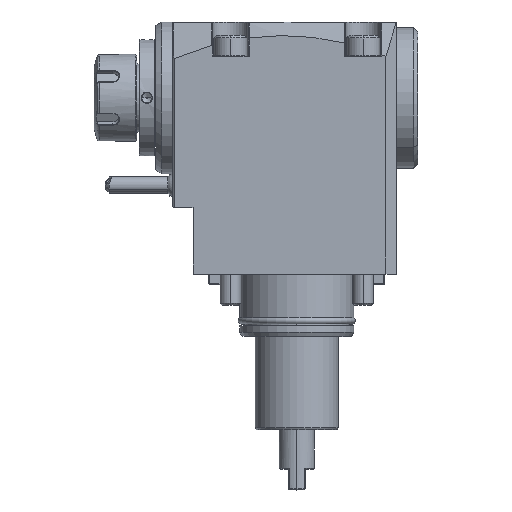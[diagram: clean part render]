
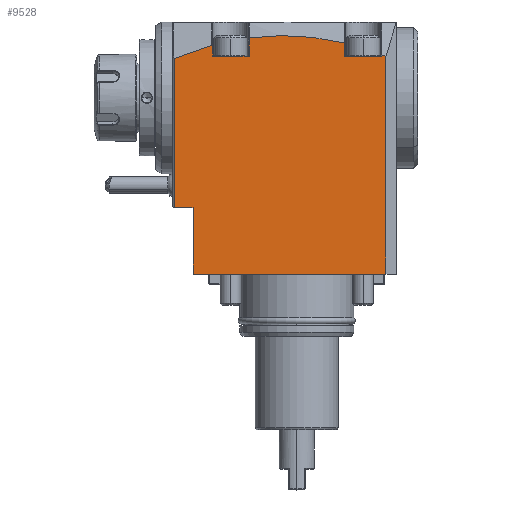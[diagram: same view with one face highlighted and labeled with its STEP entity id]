
A CAD part, top view. The second image highlights one B-rep face of the part: STEP entity #9528.
In plain terms, the highlighted planar face has unit normal (0, 0, 1).
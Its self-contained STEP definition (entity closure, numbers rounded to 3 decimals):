
#1769=DIRECTION('',(0.,1.,0.));
#1770=VECTOR('',#1769,104.954);
#1771=CARTESIAN_POINT('',(103.,0.,42.5));
#1772=LINE('',#1771,#1770);
#1786=CARTESIAN_POINT('',(103.,104.954,42.5));
#1800=DIRECTION('',(-1.,0.,0.));
#1801=VECTOR('',#1800,93.);
#1802=CARTESIAN_POINT('',(103.,0.,42.5));
#1803=LINE('',#1802,#1801);
#2307=DIRECTION('',(0.,1.,0.));
#2308=VECTOR('',#2307,32.);
#2309=CARTESIAN_POINT('',(10.,0.,42.5));
#2310=LINE('',#2309,#2308);
#2311=DIRECTION('',(1.,0.,0.));
#2312=VECTOR('',#2311,9.);
#2313=CARTESIAN_POINT('',(1.,32.,42.5));
#2314=LINE('',#2313,#2312);
#2315=DIRECTION('',(0.,1.,0.));
#2316=VECTOR('',#2315,71.4);
#2317=CARTESIAN_POINT('',(1.,32.5,42.5));
#2318=LINE('',#2317,#2316);
#2319=CARTESIAN_POINT('',(18.964,110.187,42.5));
#2320=CARTESIAN_POINT('',(12.837,108.491,42.5));
#2321=CARTESIAN_POINT('',(6.855,106.378,42.5));
#2322=CARTESIAN_POINT('',(1.,103.9,42.5));
#2324=DIRECTION('',(-0.268,0.963,0.));
#2325=VECTOR('',#2324,2.);
#2326=CARTESIAN_POINT('',(19.5,108.26,42.5));
#2327=LINE('',#2326,#2325);
#2328=DIRECTION('',(0.,-1.,0.));
#2329=VECTOR('',#2328,3.26);
#2330=CARTESIAN_POINT('',(19.5,108.26,42.5));
#2331=LINE('',#2330,#2329);
#2332=DIRECTION('',(0.,-1.,0.));
#2333=VECTOR('',#2332,8.865);
#2334=CARTESIAN_POINT('',(37.,113.865,42.5));
#2335=LINE('',#2334,#2333);
#2336=CARTESIAN_POINT('',(37.,113.865,42.5));
#2337=CARTESIAN_POINT('',(52.484,115.895,42.5));
#2338=CARTESIAN_POINT('',(67.814,115.013,42.5));
#2339=CARTESIAN_POINT('',(83.,111.373,42.5));
#2341=DIRECTION('',(0.,1.,0.));
#2342=VECTOR('',#2341,6.373);
#2343=CARTESIAN_POINT('',(83.,105.,42.5));
#2344=LINE('',#2343,#2342);
#2345=DIRECTION('',(-0.275,-0.961,0.));
#2346=VECTOR('',#2345,0.752);
#2347=CARTESIAN_POINT('',(101.05,105.723,42.5));
#2348=LINE('',#2347,#2346);
#2349=CARTESIAN_POINT('',(101.05,105.723,42.5));
#2350=CARTESIAN_POINT('',(101.702,105.471,42.5));
#2351=CARTESIAN_POINT('',(102.352,105.215,42.5));
#2352=CARTESIAN_POINT('',(103.,104.954,42.5));
#2354=DIRECTION('',(0.,1.,0.));
#2355=VECTOR('',#2354,0.5);
#2356=CARTESIAN_POINT('',(1.,32.,42.5));
#2357=LINE('',#2356,#2355);
#2378=CARTESIAN_POINT('',(1.,103.9,42.5));
#2604=DIRECTION('',(-1.,0.,0.));
#2605=VECTOR('',#2604,17.843);
#2606=CARTESIAN_POINT('',(100.843,105.,42.5));
#2607=LINE('',#2606,#2605);
#2648=CARTESIAN_POINT('',(37.,113.865,42.5));
#2666=DIRECTION('',(-1.,0.,0.));
#2667=VECTOR('',#2666,17.5);
#2668=CARTESIAN_POINT('',(37.,105.,42.5));
#2669=LINE('',#2668,#2667);
#4596=CARTESIAN_POINT('',(19.5,105.,42.5));
#4597=VERTEX_POINT('',#4596);
#4600=VERTEX_POINT('',#2378);
#4614=VERTEX_POINT('',#1786);
#4623=CARTESIAN_POINT('',(19.5,108.26,42.5));
#4624=CARTESIAN_POINT('',(18.964,110.187,42.5));
#4625=VERTEX_POINT('',#4623);
#4626=VERTEX_POINT('',#4624);
#4627=CARTESIAN_POINT('',(101.05,105.723,42.5));
#4628=VERTEX_POINT('',#4627);
#4630=VERTEX_POINT('',#2648);
#4631=CARTESIAN_POINT('',(37.,105.,42.5));
#4632=VERTEX_POINT('',#4631);
#4653=VERTEX_POINT('',#2339);
#4664=CARTESIAN_POINT('',(100.843,105.,42.5));
#4665=VERTEX_POINT('',#4664);
#4671=CARTESIAN_POINT('',(83.,105.,42.5));
#4673=VERTEX_POINT('',#4671);
#5231=CARTESIAN_POINT('',(103.,0.,42.5));
#5232=VERTEX_POINT('',#5231);
#5278=CARTESIAN_POINT('',(10.,0.,42.5));
#5280=VERTEX_POINT('',#5278);
#5281=CARTESIAN_POINT('',(1.,32.,42.5));
#5282=CARTESIAN_POINT('',(10.,32.,42.5));
#5283=VERTEX_POINT('',#5281);
#5284=VERTEX_POINT('',#5282);
#5322=CARTESIAN_POINT('',(1.,32.5,42.5));
#5324=VERTEX_POINT('',#5322);
#9493=CARTESIAN_POINT('',(0.,121.5,42.5));
#9494=DIRECTION('',(0.,0.,1.));
#9495=DIRECTION('',(0.,-1.,0.));
#9496=AXIS2_PLACEMENT_3D('',#9493,#9494,#9495);
#9497=PLANE('',#9496);
#9498=ORIENTED_EDGE('',*,*,#8651,.F.);
#9499=ORIENTED_EDGE('',*,*,#8672,.T.);
#9500=ORIENTED_EDGE('',*,*,#9486,.T.);
#9501=ORIENTED_EDGE('',*,*,#9475,.F.);
#9503=ORIENTED_EDGE('',*,*,#9502,.T.);
#9505=ORIENTED_EDGE('',*,*,#9504,.T.);
#9507=ORIENTED_EDGE('',*,*,#9506,.F.);
#9509=ORIENTED_EDGE('',*,*,#9508,.F.);
#9511=ORIENTED_EDGE('',*,*,#9510,.T.);
#9513=ORIENTED_EDGE('',*,*,#9512,.F.);
#9515=ORIENTED_EDGE('',*,*,#9514,.F.);
#9517=ORIENTED_EDGE('',*,*,#9516,.T.);
#9519=ORIENTED_EDGE('',*,*,#9518,.F.);
#9521=ORIENTED_EDGE('',*,*,#9520,.F.);
#9523=ORIENTED_EDGE('',*,*,#9522,.F.);
#9525=ORIENTED_EDGE('',*,*,#9524,.T.);
#9526=EDGE_LOOP('',(#9498,#9499,#9500,#9501,#9503,#9505,#9507,#9509,#9511,#9513,
#9515,#9517,#9519,#9521,#9523,#9525));
#9527=FACE_OUTER_BOUND('',#9526,.F.);
#2323=B_SPLINE_CURVE_WITH_KNOTS('',3,(#2319,#2320,#2321,#2322),.UNSPECIFIED.,
.F.,.F.,(4,4),(0.,1.),.UNSPECIFIED.);
#2340=B_SPLINE_CURVE_WITH_KNOTS('',3,(#2336,#2337,#2338,#2339),.UNSPECIFIED.,
.F.,.F.,(4,4),(0.,1.),.UNSPECIFIED.);
#2353=B_SPLINE_CURVE_WITH_KNOTS('',3,(#2349,#2350,#2351,#2352),.UNSPECIFIED.,
.F.,.F.,(4,4),(0.,1.),.UNSPECIFIED.);
#8651=EDGE_CURVE('',#5232,#4614,#1772,.T.);
#8672=EDGE_CURVE('',#5232,#5280,#1803,.T.);
#9475=EDGE_CURVE('',#5283,#5284,#2314,.T.);
#9486=EDGE_CURVE('',#5280,#5284,#2310,.T.);
#9502=EDGE_CURVE('',#5283,#5324,#2357,.T.);
#9504=EDGE_CURVE('',#5324,#4600,#2318,.T.);
#9506=EDGE_CURVE('',#4626,#4600,#2323,.T.);
#9508=EDGE_CURVE('',#4625,#4626,#2327,.T.);
#9510=EDGE_CURVE('',#4625,#4597,#2331,.T.);
#9512=EDGE_CURVE('',#4632,#4597,#2669,.T.);
#9514=EDGE_CURVE('',#4630,#4632,#2335,.T.);
#9516=EDGE_CURVE('',#4630,#4653,#2340,.T.);
#9518=EDGE_CURVE('',#4673,#4653,#2344,.T.);
#9520=EDGE_CURVE('',#4665,#4673,#2607,.T.);
#9522=EDGE_CURVE('',#4628,#4665,#2348,.T.);
#9524=EDGE_CURVE('',#4628,#4614,#2353,.T.);
#9528=ADVANCED_FACE('',(#9527),#9497,.T.);
